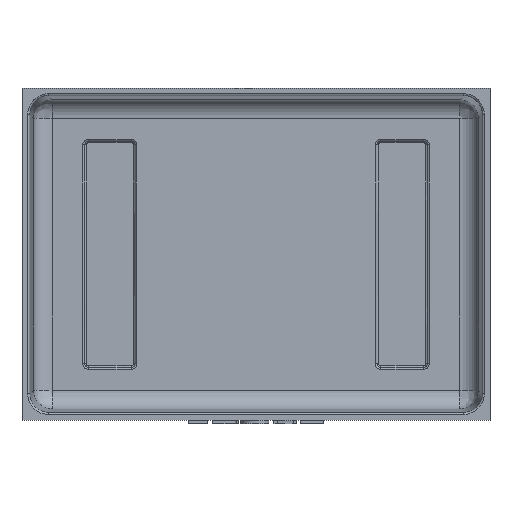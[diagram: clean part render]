
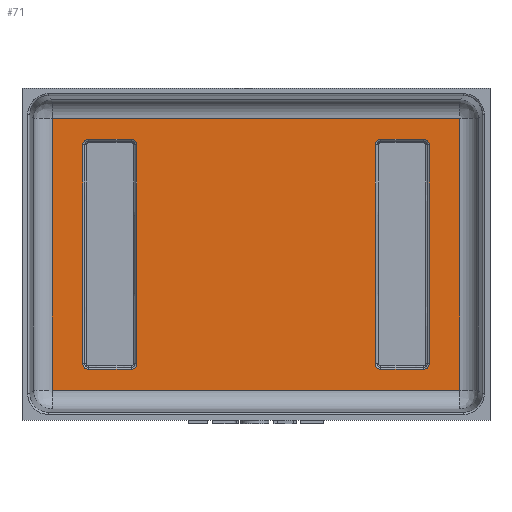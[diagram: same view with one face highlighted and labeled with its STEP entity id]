
A CAD part, top view. The second image highlights one B-rep face of the part: STEP entity #71.
In plain terms, the highlighted planar face has unit normal (0, 0, 1).
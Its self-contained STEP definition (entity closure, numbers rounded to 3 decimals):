
#71 = ADVANCED_FACE( '', ( #212, #213, #214 ), #215, .F. );
#212 = FACE_OUTER_BOUND( '', #591, .T. );
#213 = FACE_BOUND( '', #592, .T. );
#214 = FACE_BOUND( '', #593, .T. );
#215 = PLANE( '', #594 );
#591 = EDGE_LOOP( '', ( #1734, #1735, #1736, #1737 ) );
#592 = EDGE_LOOP( '', ( #1738, #1739, #1740, #1741, #1742, #1743, #1744, #1745 ) );
#593 = EDGE_LOOP( '', ( #1746, #1747, #1748, #1749, #1750, #1751, #1752, #1753 ) );
#594 = AXIS2_PLACEMENT_3D( '', #1754, #1755, #1756 );
#1734 = ORIENTED_EDGE( '', *, *, #2442, .F. );
#1735 = ORIENTED_EDGE( '', *, *, #2443, .F. );
#1736 = ORIENTED_EDGE( '', *, *, #2444, .F. );
#1737 = ORIENTED_EDGE( '', *, *, #2441, .F. );
#1738 = ORIENTED_EDGE( '', *, *, #2445, .F. );
#1739 = ORIENTED_EDGE( '', *, *, #2446, .F. );
#1740 = ORIENTED_EDGE( '', *, *, #2447, .F. );
#1741 = ORIENTED_EDGE( '', *, *, #2448, .F. );
#1742 = ORIENTED_EDGE( '', *, *, #2449, .F. );
#1743 = ORIENTED_EDGE( '', *, *, #2450, .F. );
#1744 = ORIENTED_EDGE( '', *, *, #2451, .F. );
#1745 = ORIENTED_EDGE( '', *, *, #2452, .F. );
#1746 = ORIENTED_EDGE( '', *, *, #2453, .F. );
#1747 = ORIENTED_EDGE( '', *, *, #2454, .F. );
#1748 = ORIENTED_EDGE( '', *, *, #2455, .F. );
#1749 = ORIENTED_EDGE( '', *, *, #2456, .F. );
#1750 = ORIENTED_EDGE( '', *, *, #2457, .F. );
#1751 = ORIENTED_EDGE( '', *, *, #2458, .F. );
#1752 = ORIENTED_EDGE( '', *, *, #2459, .F. );
#1753 = ORIENTED_EDGE( '', *, *, #2460, .F. );
#1754 = CARTESIAN_POINT( '', ( 172.611, -115.461, -74.067 ) );
#1755 = DIRECTION( '', ( 0., 0., -1. ) );
#1756 = DIRECTION( '', ( -1., 0., 0. ) );
#2441 = EDGE_CURVE( '', #2776, #2773, #2778, .T. );
#2442 = EDGE_CURVE( '', #2779, #2776, #2780, .T. );
#2443 = EDGE_CURVE( '', #2781, #2779, #2782, .T. );
#2444 = EDGE_CURVE( '', #2773, #2781, #2783, .T. );
#2445 = EDGE_CURVE( '', #2784, #2785, #2786, .T. );
#2446 = EDGE_CURVE( '', #2787, #2784, #2788, .T. );
#2447 = EDGE_CURVE( '', #2789, #2787, #2790, .T. );
#2448 = EDGE_CURVE( '', #2791, #2789, #2792, .T. );
#2449 = EDGE_CURVE( '', #2793, #2791, #2794, .T. );
#2450 = EDGE_CURVE( '', #2795, #2793, #2796, .T. );
#2451 = EDGE_CURVE( '', #2797, #2795, #2798, .T. );
#2452 = EDGE_CURVE( '', #2785, #2797, #2799, .T. );
#2453 = EDGE_CURVE( '', #2800, #2801, #2802, .T. );
#2454 = EDGE_CURVE( '', #2803, #2800, #2804, .T. );
#2455 = EDGE_CURVE( '', #2805, #2803, #2806, .T. );
#2456 = EDGE_CURVE( '', #2807, #2805, #2808, .T. );
#2457 = EDGE_CURVE( '', #2809, #2807, #2810, .T. );
#2458 = EDGE_CURVE( '', #2811, #2809, #2812, .T. );
#2459 = EDGE_CURVE( '', #2813, #2811, #2814, .T. );
#2460 = EDGE_CURVE( '', #2801, #2813, #2815, .T. );
#2773 = VERTEX_POINT( '', #3635 );
#2776 = VERTEX_POINT( '', #3638 );
#2778 = LINE( '', #3640, #3641 );
#2779 = VERTEX_POINT( '', #3642 );
#2780 = LINE( '', #3643, #3644 );
#2781 = VERTEX_POINT( '', #3645 );
#2782 = LINE( '', #3646, #3647 );
#2783 = LINE( '', #3648, #3649 );
#2784 = VERTEX_POINT( '', #3650 );
#2785 = VERTEX_POINT( '', #3651 );
#2786 = CIRCLE( '', #3652, 4.699 );
#2787 = VERTEX_POINT( '', #3653 );
#2788 = LINE( '', #3654, #3655 );
#2789 = VERTEX_POINT( '', #3656 );
#2790 = CIRCLE( '', #3657, 4.699 );
#2791 = VERTEX_POINT( '', #3658 );
#2792 = LINE( '', #3659, #3660 );
#2793 = VERTEX_POINT( '', #3661 );
#2794 = CIRCLE( '', #3662, 4.699 );
#2795 = VERTEX_POINT( '', #3663 );
#2796 = LINE( '', #3664, #3665 );
#2797 = VERTEX_POINT( '', #3666 );
#2798 = CIRCLE( '', #3667, 4.699 );
#2799 = LINE( '', #3668, #3669 );
#2800 = VERTEX_POINT( '', #3670 );
#2801 = VERTEX_POINT( '', #3671 );
#2802 = CIRCLE( '', #3672, 4.699 );
#2803 = VERTEX_POINT( '', #3673 );
#2804 = LINE( '', #3674, #3675 );
#2805 = VERTEX_POINT( '', #3676 );
#2806 = CIRCLE( '', #3677, 4.699 );
#2807 = VERTEX_POINT( '', #3678 );
#2808 = LINE( '', #3679, #3680 );
#2809 = VERTEX_POINT( '', #3681 );
#2810 = CIRCLE( '', #3682, 4.699 );
#2811 = VERTEX_POINT( '', #3683 );
#2812 = LINE( '', #3684, #3685 );
#2813 = VERTEX_POINT( '', #3686 );
#2814 = CIRCLE( '', #3687, 4.699 );
#2815 = LINE( '', #3688, #3689 );
#3635 = CARTESIAN_POINT( '', ( -171.511, -114.361, -74.067 ) );
#3638 = CARTESIAN_POINT( '', ( 171.511, -114.361, -74.067 ) );
#3640 = CARTESIAN_POINT( '', ( 171.511, -114.361, -74.067 ) );
#3641 = VECTOR( '', #4351, 1000. );
#3642 = CARTESIAN_POINT( '', ( 171.511, 114.361, -74.067 ) );
#3643 = CARTESIAN_POINT( '', ( 171.511, 114.361, -74.067 ) );
#3644 = VECTOR( '', #4352, 1000. );
#3645 = CARTESIAN_POINT( '', ( -171.511, 114.361, -74.067 ) );
#3646 = CARTESIAN_POINT( '', ( -171.511, 114.361, -74.067 ) );
#3647 = VECTOR( '', #4353, 1000. );
#3648 = CARTESIAN_POINT( '', ( -171.511, -114.361, -74.067 ) );
#3649 = VECTOR( '', #4354, 1000. );
#3650 = CARTESIAN_POINT( '', ( 104.902, 96.774, -74.067 ) );
#3651 = CARTESIAN_POINT( '', ( 100.203, 92.075, -74.067 ) );
#3652 = AXIS2_PLACEMENT_3D( '', #4355, #4356, #4357 );
#3653 = CARTESIAN_POINT( '', ( 140.97, 96.774, -74.067 ) );
#3654 = CARTESIAN_POINT( '', ( 140.97, 96.774, -74.067 ) );
#3655 = VECTOR( '', #4358, 1000. );
#3656 = CARTESIAN_POINT( '', ( 145.669, 92.075, -74.067 ) );
#3657 = AXIS2_PLACEMENT_3D( '', #4359, #4360, #4361 );
#3658 = CARTESIAN_POINT( '', ( 145.669, -92.075, -74.067 ) );
#3659 = CARTESIAN_POINT( '', ( 145.669, -92.075, -74.067 ) );
#3660 = VECTOR( '', #4362, 1000. );
#3661 = CARTESIAN_POINT( '', ( 140.97, -96.774, -74.067 ) );
#3662 = AXIS2_PLACEMENT_3D( '', #4363, #4364, #4365 );
#3663 = CARTESIAN_POINT( '', ( 104.902, -96.774, -74.067 ) );
#3664 = CARTESIAN_POINT( '', ( 104.902, -96.774, -74.067 ) );
#3665 = VECTOR( '', #4366, 1000. );
#3666 = CARTESIAN_POINT( '', ( 100.203, -92.075, -74.067 ) );
#3667 = AXIS2_PLACEMENT_3D( '', #4367, #4368, #4369 );
#3668 = CARTESIAN_POINT( '', ( 100.203, 92.075, -74.067 ) );
#3669 = VECTOR( '', #4370, 1000. );
#3670 = CARTESIAN_POINT( '', ( -104.902, -96.774, -74.067 ) );
#3671 = CARTESIAN_POINT( '', ( -100.203, -92.075, -74.067 ) );
#3672 = AXIS2_PLACEMENT_3D( '', #4371, #4372, #4373 );
#3673 = CARTESIAN_POINT( '', ( -140.97, -96.774, -74.067 ) );
#3674 = CARTESIAN_POINT( '', ( -140.97, -96.774, -74.067 ) );
#3675 = VECTOR( '', #4374, 1000. );
#3676 = CARTESIAN_POINT( '', ( -145.669, -92.075, -74.067 ) );
#3677 = AXIS2_PLACEMENT_3D( '', #4375, #4376, #4377 );
#3678 = CARTESIAN_POINT( '', ( -145.669, 92.075, -74.067 ) );
#3679 = CARTESIAN_POINT( '', ( -145.669, 92.075, -74.067 ) );
#3680 = VECTOR( '', #4378, 1000. );
#3681 = CARTESIAN_POINT( '', ( -140.97, 96.774, -74.067 ) );
#3682 = AXIS2_PLACEMENT_3D( '', #4379, #4380, #4381 );
#3683 = CARTESIAN_POINT( '', ( -104.902, 96.774, -74.067 ) );
#3684 = CARTESIAN_POINT( '', ( -104.902, 96.774, -74.067 ) );
#3685 = VECTOR( '', #4382, 1000. );
#3686 = CARTESIAN_POINT( '', ( -100.203, 92.075, -74.067 ) );
#3687 = AXIS2_PLACEMENT_3D( '', #4383, #4384, #4385 );
#3688 = CARTESIAN_POINT( '', ( -100.203, -92.075, -74.067 ) );
#3689 = VECTOR( '', #4386, 1000. );
#4351 = DIRECTION( '', ( -1., 0., 0. ) );
#4352 = DIRECTION( '', ( 0., -1., 0. ) );
#4353 = DIRECTION( '', ( 1., 0., 0. ) );
#4354 = DIRECTION( '', ( 0., 1., 0. ) );
#4355 = CARTESIAN_POINT( '', ( 104.902, 92.075, -74.067 ) );
#4356 = DIRECTION( '', ( 0., 0., 1. ) );
#4357 = DIRECTION( '', ( 0., 1., 0. ) );
#4358 = DIRECTION( '', ( -1., 0., 0. ) );
#4359 = CARTESIAN_POINT( '', ( 140.97, 92.075, -74.067 ) );
#4360 = DIRECTION( '', ( 0., 0., 1. ) );
#4361 = DIRECTION( '', ( 1., 0., 0. ) );
#4362 = DIRECTION( '', ( 0., 1., 0. ) );
#4363 = CARTESIAN_POINT( '', ( 140.97, -92.075, -74.067 ) );
#4364 = DIRECTION( '', ( 0., 0., 1. ) );
#4365 = DIRECTION( '', ( 0., -1., 0. ) );
#4366 = DIRECTION( '', ( 1., 0., 0. ) );
#4367 = CARTESIAN_POINT( '', ( 104.902, -92.075, -74.067 ) );
#4368 = DIRECTION( '', ( 0., 0., 1. ) );
#4369 = DIRECTION( '', ( -1., 0., 0. ) );
#4370 = DIRECTION( '', ( 0., -1., 0. ) );
#4371 = CARTESIAN_POINT( '', ( -104.902, -92.075, -74.067 ) );
#4372 = DIRECTION( '', ( 0., 0., 1. ) );
#4373 = DIRECTION( '', ( 0., -1., 0. ) );
#4374 = DIRECTION( '', ( 1., 0., 0. ) );
#4375 = CARTESIAN_POINT( '', ( -140.97, -92.075, -74.067 ) );
#4376 = DIRECTION( '', ( 0., 0., 1. ) );
#4377 = DIRECTION( '', ( -1., 0., 0. ) );
#4378 = DIRECTION( '', ( 0., -1., 0. ) );
#4379 = CARTESIAN_POINT( '', ( -140.97, 92.075, -74.067 ) );
#4380 = DIRECTION( '', ( 0., 0., 1. ) );
#4381 = DIRECTION( '', ( 0., 1., 0. ) );
#4382 = DIRECTION( '', ( -1., 0., 0. ) );
#4383 = CARTESIAN_POINT( '', ( -104.902, 92.075, -74.067 ) );
#4384 = DIRECTION( '', ( 0., 0., 1. ) );
#4385 = DIRECTION( '', ( 1., 0., 0. ) );
#4386 = DIRECTION( '', ( 0., 1., 0. ) );
